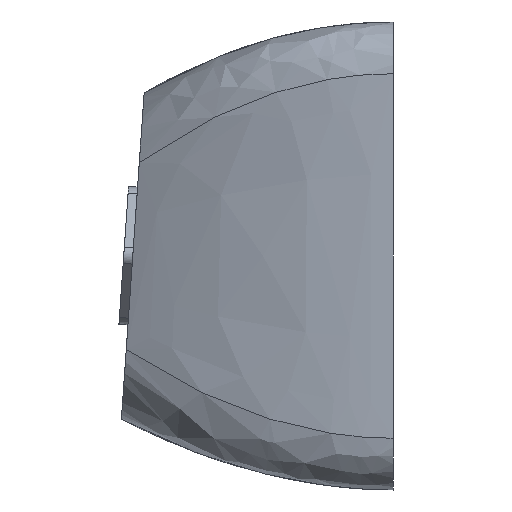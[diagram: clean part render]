
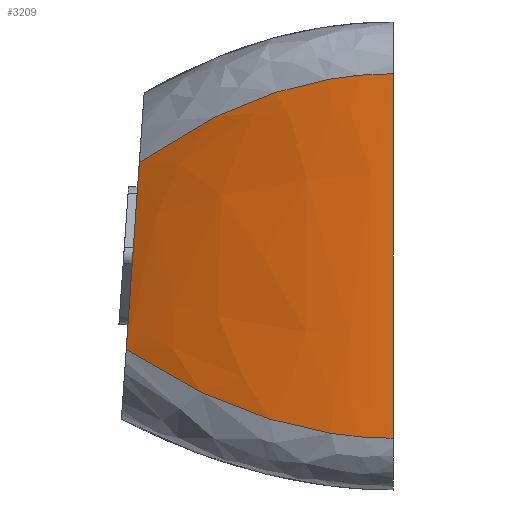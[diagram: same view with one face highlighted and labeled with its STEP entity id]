
A CAD part, left-side view. The second image highlights one B-rep face of the part: STEP entity #3209.
In plain terms, the highlighted free-form (B-spline) face has degree [3, 3] with [4, 4] control points.
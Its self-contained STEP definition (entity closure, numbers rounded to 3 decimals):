
#142=B_SPLINE_SURFACE_WITH_KNOTS('',3,3,((#5371,#5372,#5373,#5374),(#5375,
#5376,#5377,#5378),(#5379,#5380,#5381,#5382),(#5383,#5384,#5385,#5386)),
 .UNSPECIFIED.,.F.,.F.,.F.,(4,4),(4,4),(0.,1.),(0.,1.),.UNSPECIFIED.);
#297=FACE_OUTER_BOUND('',#478,.T.);
#478=EDGE_LOOP('',(#2769,#2770,#2771,#2772));
#534=B_SPLINE_CURVE_WITH_KNOTS('',3,(#5211,#5212,#5213,#5214),
 .UNSPECIFIED.,.F.,.F.,(4,4),(0.,1.),.UNSPECIFIED.);
#540=B_SPLINE_CURVE_WITH_KNOTS('',3,(#5366,#5367,#5368,#5369),
 .UNSPECIFIED.,.F.,.F.,(4,4),(0.,1.),.UNSPECIFIED.);
#863=LINE('',#5387,#1199);
#864=LINE('',#5388,#1200);
#1199=VECTOR('',#4009,10.);
#1200=VECTOR('',#4010,10.);
#1483=VERTEX_POINT('',#5202);
#1485=VERTEX_POINT('',#5209);
#1496=VERTEX_POINT('',#5363);
#1497=VERTEX_POINT('',#5365);
#1916=EDGE_CURVE('',#1483,#1485,#534,.T.);
#1933=EDGE_CURVE('',#1496,#1497,#540,.T.);
#1935=EDGE_CURVE('',#1483,#1496,#863,.T.);
#1936=EDGE_CURVE('',#1485,#1497,#864,.T.);
#2769=ORIENTED_EDGE('',*,*,#1935,.F.);
#2770=ORIENTED_EDGE('',*,*,#1916,.T.);
#2771=ORIENTED_EDGE('',*,*,#1936,.T.);
#2772=ORIENTED_EDGE('',*,*,#1933,.F.);
#3209=ADVANCED_FACE('',(#297),#142,.F.);
#4009=DIRECTION('',(0.,-0.07,0.998));
#4010=DIRECTION('',(0.,0.,1.));
#5202=CARTESIAN_POINT('',(2.675,10.32,5.431));
#5209=CARTESIAN_POINT('',(0.,0.,2.));
#5211=CARTESIAN_POINT('Ctrl Pts',(2.675,10.32,5.431));
#5212=CARTESIAN_POINT('Ctrl Pts',(0.892,6.88,3.144));
#5213=CARTESIAN_POINT('Ctrl Pts',(0.,3.356,
2.));
#5214=CARTESIAN_POINT('Ctrl Pts',(0.,0.,
2.));
#5363=CARTESIAN_POINT('',(2.675,9.814,12.669));
#5365=CARTESIAN_POINT('',(0.,0.,16.1));
#5366=CARTESIAN_POINT('Ctrl Pts',(2.675,9.814,12.669));
#5367=CARTESIAN_POINT('Ctrl Pts',(0.892,6.543,14.956));
#5368=CARTESIAN_POINT('Ctrl Pts',(0.,3.356,
16.1));
#5369=CARTESIAN_POINT('Ctrl Pts',(0.,0.,16.1));
#5371=CARTESIAN_POINT('Ctrl Pts',(2.675,10.32,5.431));
#5372=CARTESIAN_POINT('Ctrl Pts',(0.892,6.88,3.144));
#5373=CARTESIAN_POINT('Ctrl Pts',(0.,3.356,
2.));
#5374=CARTESIAN_POINT('Ctrl Pts',(0.,0.,2.));
#5375=CARTESIAN_POINT('Ctrl Pts',(2.675,10.222,6.841));
#5376=CARTESIAN_POINT('Ctrl Pts',(0.931,6.814,4.776));
#5377=CARTESIAN_POINT('Ctrl Pts',(0.,3.356,
3.047));
#5378=CARTESIAN_POINT('Ctrl Pts',(0.,0.,3.047));
#5379=CARTESIAN_POINT('Ctrl Pts',(2.675,9.913,11.259));
#5380=CARTESIAN_POINT('Ctrl Pts',(0.931,6.608,13.324));
#5381=CARTESIAN_POINT('Ctrl Pts',(0.,3.356,
15.053));
#5382=CARTESIAN_POINT('Ctrl Pts',(0.,0.,15.053));
#5383=CARTESIAN_POINT('Ctrl Pts',(2.675,9.814,12.669));
#5384=CARTESIAN_POINT('Ctrl Pts',(0.892,6.543,14.956));
#5385=CARTESIAN_POINT('Ctrl Pts',(0.,3.356,
16.1));
#5386=CARTESIAN_POINT('Ctrl Pts',(0.,0.,16.1));
#5387=CARTESIAN_POINT('',(2.675,10.32,5.431));
#5388=CARTESIAN_POINT('',(0.,0.,2.));
